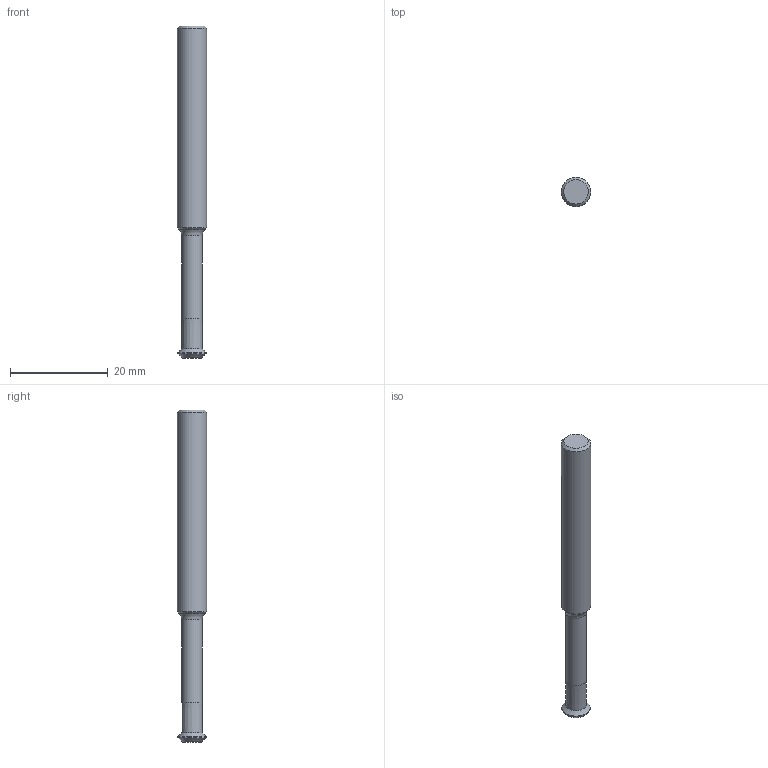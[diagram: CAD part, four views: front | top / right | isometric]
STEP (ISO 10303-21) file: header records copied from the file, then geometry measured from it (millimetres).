
FILE_DESCRIPTION(/* description */ ('3-D model version:1'),/* implementation_level */ '2;1');
FILE_NAME(/* name */ '326R06-B2502006-CH 1025',/* time_stamp */ '2016-04-04T11:06:19+02:00',/* author */ ('InteractiveCad'),/* organization */ ('AB Sandvik Coromant'),/* preprocessor_version */ 'ST-DEVELOPER v15',/* originating_system */ 'SIEMENS PLM Software NX 8.5',/* authorisation */ '');
FILE_SCHEMA (('AP203_CONFIGURATION_CONTROLLED_3D_DESIGN_OF_MECHANICAL_PARTS_AND_ASSEMBLIES_MIM_LF { 1 0 10303 403 2 1 2}'));
Length unit declared in the file: millimetre
Products named in the file (1): 326R06_B2502006_CH_SIM
Bounding box: 6 x 6 x 68 mm (x, y, z)
Volume: 1554.2 mm3; surface area: 1236.8 mm2
Topology: 2 solids, 2 shells, 14 faces, 25 edges, 13 vertices
Faces by surface type: cone 6, cylinder 5, plane 2, torus 1
Full cylindrical faces by diameter (mm): 4.198 x2, 4.2 x1, 5.8 x1, 6 x1
Entity records: 378 total; most frequent: DIRECTION 56, CARTESIAN_POINT 41, AXIS2_PLACEMENT_3D 28, EDGE_LOOP 26, ORIENTED_EDGE 26, FACE_BOUND 24, ADVANCED_FACE 14, VERTEX_POINT 13
